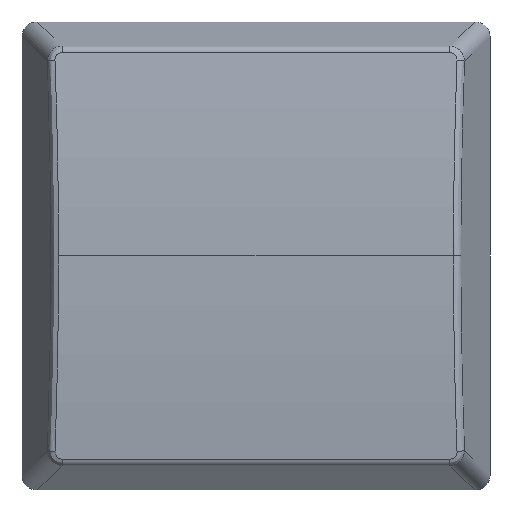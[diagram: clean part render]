
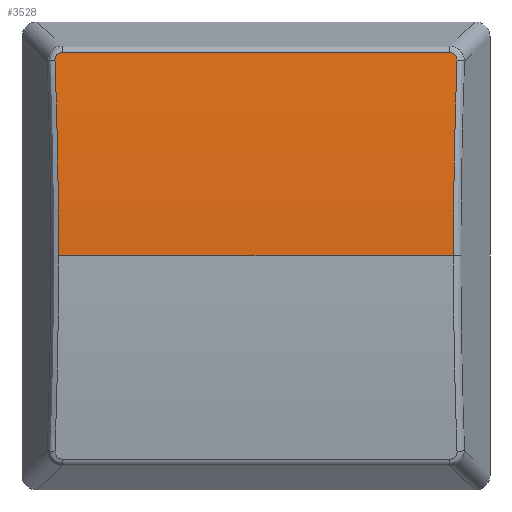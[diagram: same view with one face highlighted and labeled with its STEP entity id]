
A CAD part, top view. The second image highlights one B-rep face of the part: STEP entity #3528.
In plain terms, the highlighted cylindrical face has radius 138.652 mm (diameter 277.303 mm), a partial arc.
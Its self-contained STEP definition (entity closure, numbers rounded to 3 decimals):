
#3451=CARTESIAN_POINT('',(-116.287,133.825,-131.152));
#3452=DIRECTION('',(-1.,0.,0.));
#3453=DIRECTION('',(0.,0.,1.));
#3454=AXIS2_PLACEMENT_3D('',#3451,#3452,#3453);
#3455=CYLINDRICAL_SURFACE('',#3454,138.652);
#3456=CARTESIAN_POINT('',(-149.106,133.825,7.5));
#3457=VERTEX_POINT('',#3456);
#3458=CARTESIAN_POINT('',(-117.594,133.825,7.5));
#3459=VERTEX_POINT('',#3458);
#3460=CARTESIAN_POINT('',(-149.106,133.825,7.5));
#3461=DIRECTION('',(1.,-0.,-0.));
#3462=VECTOR('',#3461,31.511);
#3463=LINE('',#3460,#3462);
#3464=EDGE_CURVE('',#3457,#3459,#3463,.T.);
#3465=ORIENTED_EDGE('',*,*,#3464,.T.);
#3466=CARTESIAN_POINT('',(-117.306,149.427,6.619));
#3467=VERTEX_POINT('',#3466);
#3468=CARTESIAN_POINT('',(-72.191,133.825,-131.152));
#3469=DIRECTION('',(-0.95,-0.,-0.311));
#3470=DIRECTION('',(-0.311,0.,0.95));
#3471=AXIS2_PLACEMENT_3D('',#3468,#3469,#3470);
#3472=ELLIPSE('',#3471,145.896,138.652);
#3473=EDGE_CURVE('',#3459,#3467,#3472,.T.);
#3474=ORIENTED_EDGE('',*,*,#3473,.T.);
#3475=CARTESIAN_POINT('',(-117.879,150.046,6.548));
#3476=VERTEX_POINT('',#3475);
#3477=CARTESIAN_POINT('',(-117.306,149.427,6.619));
#3478=CARTESIAN_POINT('',(-117.303,149.506,6.61));
#3479=CARTESIAN_POINT('',(-117.314,149.586,6.601));
#3480=CARTESIAN_POINT('',(-117.339,149.66,6.593));
#3481=CARTESIAN_POINT('',(-117.364,149.735,6.584));
#3482=CARTESIAN_POINT('',(-117.404,149.805,6.576));
#3483=CARTESIAN_POINT('',(-117.457,149.863,6.569));
#3484=CARTESIAN_POINT('',(-117.509,149.922,6.562));
#3485=CARTESIAN_POINT('',(-117.575,149.969,6.557));
#3486=CARTESIAN_POINT('',(-117.648,150.,6.553));
#3487=CARTESIAN_POINT('',(-117.72,150.031,6.55));
#3488=CARTESIAN_POINT('',(-117.799,150.046,6.548));
#3489=CARTESIAN_POINT('',(-117.879,150.046,6.548));
#3490=B_SPLINE_CURVE_WITH_KNOTS('',3,(#3477,#3478,#3479,#3480,#3481,#3482,#3483,#3484,#3485,#3486,#3487,#3488,#3489),.UNSPECIFIED.,.F.,.F.,(4,3,3,3,4),(-0.,0.,0.,0.001,0.001),.UNSPECIFIED.);
#3491=EDGE_CURVE('',#3467,#3476,#3490,.T.);
#3492=ORIENTED_EDGE('',*,*,#3491,.T.);
#3493=CARTESIAN_POINT('',(-148.821,150.046,6.548));
#3494=VERTEX_POINT('',#3493);
#3495=CARTESIAN_POINT('',(-117.879,150.046,6.548));
#3496=DIRECTION('',(-1.,0.,0.));
#3497=VECTOR('',#3496,30.943);
#3498=LINE('',#3495,#3497);
#3499=EDGE_CURVE('',#3476,#3494,#3498,.T.);
#3500=ORIENTED_EDGE('',*,*,#3499,.T.);
#3501=CARTESIAN_POINT('',(-149.394,149.427,6.619));
#3502=VERTEX_POINT('',#3501);
#3503=CARTESIAN_POINT('',(-148.821,150.046,6.548));
#3504=CARTESIAN_POINT('',(-148.901,150.046,6.548));
#3505=CARTESIAN_POINT('',(-148.98,150.031,6.55));
#3506=CARTESIAN_POINT('',(-149.052,150.,6.553));
#3507=CARTESIAN_POINT('',(-149.125,149.969,6.557));
#3508=CARTESIAN_POINT('',(-149.191,149.922,6.562));
#3509=CARTESIAN_POINT('',(-149.243,149.863,6.569));
#3510=CARTESIAN_POINT('',(-149.296,149.805,6.576));
#3511=CARTESIAN_POINT('',(-149.336,149.735,6.584));
#3512=CARTESIAN_POINT('',(-149.361,149.66,6.593));
#3513=CARTESIAN_POINT('',(-149.386,149.586,6.601));
#3514=CARTESIAN_POINT('',(-149.397,149.506,6.61));
#3515=CARTESIAN_POINT('',(-149.394,149.427,6.619));
#3516=B_SPLINE_CURVE_WITH_KNOTS('',3,(#3503,#3504,#3505,#3506,#3507,#3508,#3509,#3510,#3511,#3512,#3513,#3514,#3515),.UNSPECIFIED.,.F.,.F.,(4,3,3,3,4),(0.,0.,0.,0.001,0.001),.UNSPECIFIED.);
#3517=EDGE_CURVE('',#3494,#3502,#3516,.T.);
#3518=ORIENTED_EDGE('',*,*,#3517,.T.);
#3519=CARTESIAN_POINT('',(-194.509,133.825,-131.152));
#3520=DIRECTION('',(0.95,-0.,-0.311));
#3521=DIRECTION('',(-0.311,0.,-0.95));
#3522=AXIS2_PLACEMENT_3D('',#3519,#3520,#3521);
#3523=ELLIPSE('',#3522,145.896,138.652);
#3524=EDGE_CURVE('',#3502,#3457,#3523,.T.);
#3525=ORIENTED_EDGE('',*,*,#3524,.T.);
#3526=EDGE_LOOP('',(#3465,#3474,#3492,#3500,#3518,#3525));
#3527=FACE_BOUND('',#3526,.T.);
#3528=ADVANCED_FACE('',(#3527),#3455,.T.);
